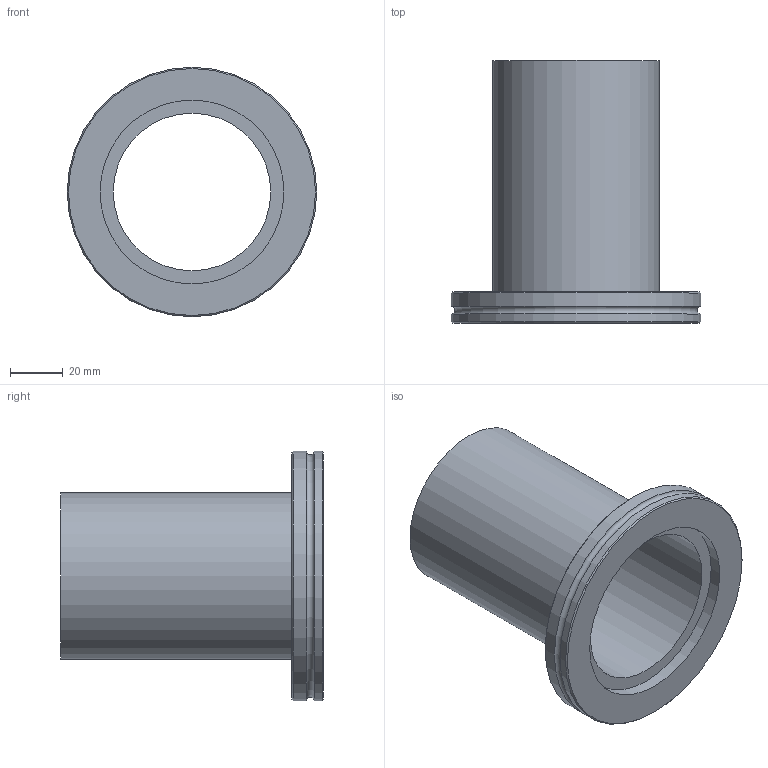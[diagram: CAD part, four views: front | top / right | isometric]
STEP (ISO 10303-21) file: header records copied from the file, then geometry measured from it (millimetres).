
FILE_DESCRIPTION(/* description */ (''),/* implementation_level */ '2;1');
FILE_NAME(/* name */ 'FL-HN63LF.stp',/* time_stamp */ '2018-07-25T14:11:37+01:00',/* author */ ('paul'),/* organization */ (''),/* preprocessor_version */ 'ST-DEVELOPER v17',/* originating_system */ 'Autodesk Inventor 2019',/* authorisation */ '');
FILE_SCHEMA (('AUTOMOTIVE_DESIGN { 1 0 10303 214 3 1 1 }'));
Length unit declared in the file: millimetre
Products named in the file (1): FL-HN63LF
Bounding box: 95 x 100 x 95 mm (x, y, z)
Volume: 72060.7 mm3; surface area: 49888.3 mm2
Topology: 1 solids, 1 shells, 17 faces, 44 edges, 33 vertices
Faces by surface type: cylinder 7, plane 6, cone 3, torus 1
Full cylindrical faces by diameter (mm): 60 x1, 63.5 x1, 70 x1, 78 x1, 90 x1, 95 x2
Entity records: 603 total; most frequent: DIRECTION 114, CARTESIAN_POINT 95, ORIENTED_EDGE 88, AXIS2_PLACEMENT_3D 52, EDGE_CURVE 44, CIRCLE 34, VERTEX_POINT 33, EDGE_LOOP 23
